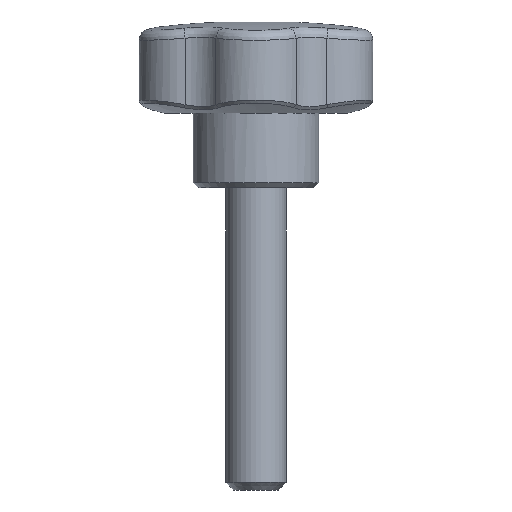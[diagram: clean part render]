
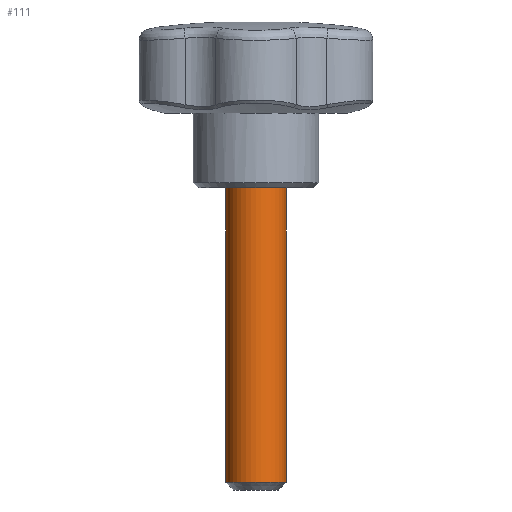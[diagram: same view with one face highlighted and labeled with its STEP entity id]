
A CAD part, front view. The second image highlights one B-rep face of the part: STEP entity #111.
In plain terms, the highlighted cylindrical face has radius 6 mm (diameter 12 mm), a full revolution.
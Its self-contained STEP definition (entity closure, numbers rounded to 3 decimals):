
#111 = ADVANCED_FACE( '', ( #282, #283 ), #284, .T. );
#282 = FACE_OUTER_BOUND( '', #554, .T. );
#283 = FACE_OUTER_BOUND( '', #555, .T. );
#284 = CYLINDRICAL_SURFACE( '', #556, 6. );
#554 = EDGE_LOOP( '', ( #3640 ) );
#555 = EDGE_LOOP( '', ( #3641 ) );
#556 = AXIS2_PLACEMENT_3D( '', #3642, #3643, #3644 );
#3640 = ORIENTED_EDGE( '', *, *, #4171, .T. );
#3641 = ORIENTED_EDGE( '', *, *, #4172, .F. );
#3642 = CARTESIAN_POINT( '', ( 0., 0., 44. ) );
#3643 = DIRECTION( '', ( 0., 0., -1. ) );
#3644 = DIRECTION( '', ( 1., 0., 0. ) );
#4171 = EDGE_CURVE( '', #4452, #4452, #4453, .T. );
#4172 = EDGE_CURVE( '', #4454, #4454, #4455, .T. );
#4452 = VERTEX_POINT( '', #5033 );
#4453 = CIRCLE( '', #5034, 6. );
#4454 = VERTEX_POINT( '', #5035 );
#4455 = CIRCLE( '', #5036, 6. );
#5033 = CARTESIAN_POINT( '', ( 6., 0., -58.5 ) );
#5034 = AXIS2_PLACEMENT_3D( '', #7128, #7129, #7130 );
#5035 = CARTESIAN_POINT( '', ( 6., 0., 0. ) );
#5036 = AXIS2_PLACEMENT_3D( '', #7131, #7132, #7133 );
#7128 = CARTESIAN_POINT( '', ( 0., 0., -58.5 ) );
#7129 = DIRECTION( '', ( 0., 0., 1. ) );
#7130 = DIRECTION( '', ( 1., 0., 0. ) );
#7131 = CARTESIAN_POINT( '', ( 0., 0., 0. ) );
#7132 = DIRECTION( '', ( 0., 0., 1. ) );
#7133 = DIRECTION( '', ( 1., 0., 0. ) );
